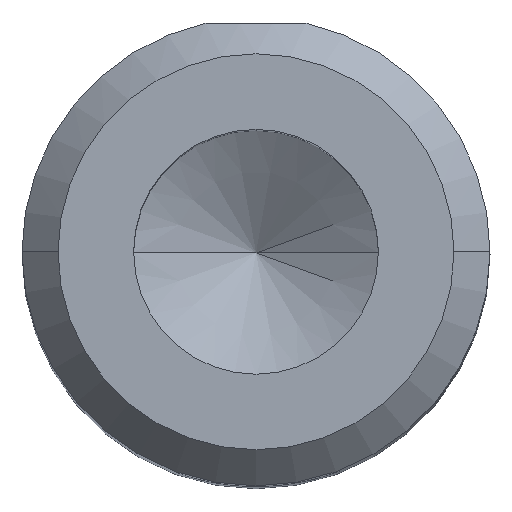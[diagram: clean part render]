
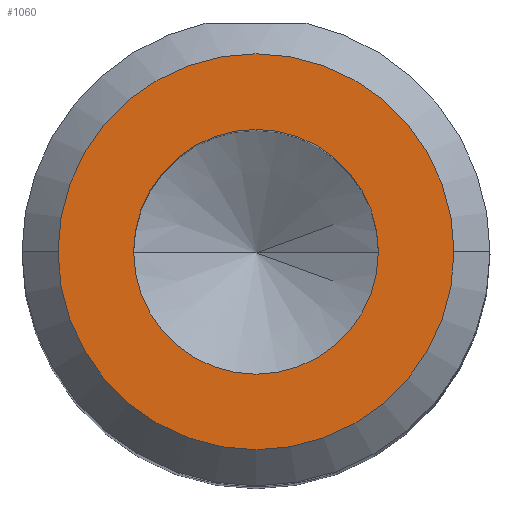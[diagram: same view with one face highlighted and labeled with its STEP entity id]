
A CAD part, top view. The second image highlights one B-rep face of the part: STEP entity #1060.
In plain terms, the highlighted planar face has unit normal (0, 0, 1).
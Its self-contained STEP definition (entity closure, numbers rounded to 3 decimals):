
#29 = CIRCLE ( 'NONE', #114, 3.4 ) ;
#33 = CARTESIAN_POINT ( 'NONE',  ( 3.4, 0., 25. ) ) ;
#49 = CARTESIAN_POINT ( 'NONE',  ( 5.5, 0., 25. ) ) ;
#73 = CARTESIAN_POINT ( 'NONE',  ( 0., 0., 25. ) ) ;
#80 = VERTEX_POINT ( 'NONE', #49 ) ;
#85 = AXIS2_PLACEMENT_3D ( 'NONE', #789, #205, #879 ) ;
#101 = FACE_BOUND ( 'NONE', #372, .T. ) ;
#114 = AXIS2_PLACEMENT_3D ( 'NONE', #759, #168, #851 ) ;
#117 = AXIS2_PLACEMENT_3D ( 'NONE', #73, #773, #185 ) ;
#145 = CARTESIAN_POINT ( 'NONE',  ( 0., 0., 25. ) ) ;
#168 = DIRECTION ( 'NONE',  ( 0., 0., 1. ) ) ;
#177 = EDGE_LOOP ( 'NONE', ( #459, #730 ) ) ;
#185 = DIRECTION ( 'NONE',  ( 1., 0., 0. ) ) ;
#205 = DIRECTION ( 'NONE',  ( 0., 0., 1. ) ) ;
#303 = VERTEX_POINT ( 'NONE', #551 ) ;
#333 = VERTEX_POINT ( 'NONE', #33 ) ;
#372 = EDGE_LOOP ( 'NONE', ( #808, #836 ) ) ;
#404 = VERTEX_POINT ( 'NONE', #1001 ) ;
#451 = DIRECTION ( 'NONE',  ( 1., 0., 0. ) ) ;
#459 = ORIENTED_EDGE ( 'NONE', *, *, #1122, .T. ) ;
#481 = AXIS2_PLACEMENT_3D ( 'NONE', #145, #1026, #451 ) ;
#551 = CARTESIAN_POINT ( 'NONE',  ( -3.4, 0., 25. ) ) ;
#568 = DIRECTION ( 'NONE',  ( 0., 0., 1. ) ) ;
#574 = AXIS2_PLACEMENT_3D ( 'NONE', #1140, #568, #1231 ) ;
#580 = CIRCLE ( 'NONE', #574, 5.5 ) ;
#730 = ORIENTED_EDGE ( 'NONE', *, *, #843, .T. ) ;
#759 = CARTESIAN_POINT ( 'NONE',  ( 0., 0., 25. ) ) ;
#773 = DIRECTION ( 'NONE',  ( 0., 0., 1. ) ) ;
#789 = CARTESIAN_POINT ( 'NONE',  ( 0., 0., 25. ) ) ;
#808 = ORIENTED_EDGE ( 'NONE', *, *, #1129, .F. ) ;
#836 = ORIENTED_EDGE ( 'NONE', *, *, #906, .F. ) ;
#843 = EDGE_CURVE ( 'NONE', #80, #404, #945, .T. ) ;
#850 = CIRCLE ( 'NONE', #85, 3.4 ) ;
#851 = DIRECTION ( 'NONE',  ( 1., 0., 0. ) ) ;
#855 = FACE_OUTER_BOUND ( 'NONE', #177, .T. ) ;
#879 = DIRECTION ( 'NONE',  ( 1., 0., 0. ) ) ;
#906 = EDGE_CURVE ( 'NONE', #303, #333, #850, .T. ) ;
#945 = CIRCLE ( 'NONE', #117, 5.5 ) ;
#1001 = CARTESIAN_POINT ( 'NONE',  ( -5.5, 0., 25. ) ) ;
#1020 = PLANE ( 'NONE',  #481 ) ;
#1026 = DIRECTION ( 'NONE',  ( 0., 0., 1. ) ) ;
#1060 = ADVANCED_FACE ( 'NONE', ( #855, #101 ), #1020, .T. ) ;
#1122 = EDGE_CURVE ( 'NONE', #404, #80, #580, .T. ) ;
#1129 = EDGE_CURVE ( 'NONE', #333, #303, #29, .T. ) ;
#1140 = CARTESIAN_POINT ( 'NONE',  ( 0., 0., 25. ) ) ;
#1231 = DIRECTION ( 'NONE',  ( 1., 0., 0. ) ) ;
